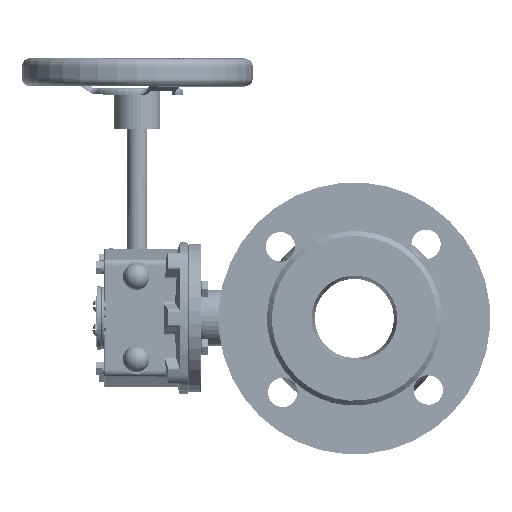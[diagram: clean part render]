
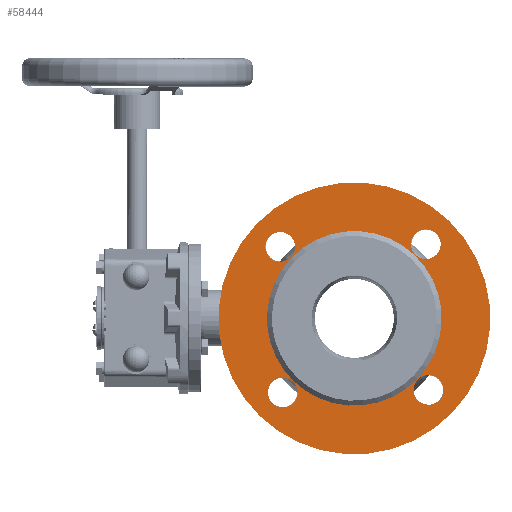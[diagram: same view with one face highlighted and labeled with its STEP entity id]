
A CAD part, left-side view. The second image highlights one B-rep face of the part: STEP entity #58444.
In plain terms, the highlighted face is planar.
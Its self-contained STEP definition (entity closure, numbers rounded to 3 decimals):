
#64 = CARTESIAN_POINT ( 'NONE',  ( 0., 0., 17. ) ) ;
#1019 = DIRECTION ( 'NONE',  ( 1., 0., 0. ) ) ;
#1277 = DIRECTION ( 'NONE',  ( 0., 0., 1. ) ) ;
#2848 = DIRECTION ( 'NONE',  ( 0., 0., 1. ) ) ;
#3301 = CARTESIAN_POINT ( 'NONE',  ( 71.5, 0., 17. ) ) ;
#3443 = DIRECTION ( 'NONE',  ( 1., 0., 0. ) ) ;
#5809 = VERTEX_POINT ( 'NONE', #138078 ) ;
#7823 = CARTESIAN_POINT ( 'NONE',  ( 82.5, 0., 17. ) ) ;
#9638 = VERTEX_POINT ( 'NONE', #59180 ) ;
#11097 = EDGE_LOOP ( 'NONE', ( #110921, #115617 ) ) ;
#11651 = CIRCLE ( 'NONE', #37428, 9. ) ;
#12030 = CARTESIAN_POINT ( 'NONE',  ( 0., 0., 17. ) ) ;
#13538 = EDGE_LOOP ( 'NONE', ( #45107, #23365 ) ) ;
#13666 = EDGE_CURVE ( 'NONE', #5809, #134086, #86982, .T. ) ;
#14098 = FACE_BOUND ( 'NONE', #58075, .T. ) ;
#14279 = CARTESIAN_POINT ( 'NONE',  ( 0., 0., 17. ) ) ;
#15851 = VERTEX_POINT ( 'NONE', #121394 ) ;
#15980 = CIRCLE ( 'NONE', #81779, 82.5 ) ;
#16140 = ORIENTED_EDGE ( 'NONE', *, *, #84952, .F. ) ;
#16409 = AXIS2_PLACEMENT_3D ( 'NONE', #47157, #24387, #115605 ) ;
#17609 = DIRECTION ( 'NONE',  ( 0., 0., 1. ) ) ;
#19755 = CARTESIAN_POINT ( 'NONE',  ( -9., 62.5, 17. ) ) ;
#20202 = ORIENTED_EDGE ( 'NONE', *, *, #100199, .T. ) ;
#23365 = ORIENTED_EDGE ( 'NONE', *, *, #127827, .F. ) ;
#23539 = AXIS2_PLACEMENT_3D ( 'NONE', #60261, #17609, #128674 ) ;
#24387 = DIRECTION ( 'NONE',  ( 0., 0., 1. ) ) ;
#25310 = AXIS2_PLACEMENT_3D ( 'NONE', #99560, #53935, #66430 ) ;
#26320 = EDGE_CURVE ( 'NONE', #130434, #115159, #52960, .T. ) ;
#27277 = VERTEX_POINT ( 'NONE', #140326 ) ;
#30083 = DIRECTION ( 'NONE',  ( 1., 0., 0. ) ) ;
#30256 = AXIS2_PLACEMENT_3D ( 'NONE', #14279, #102552, #46621 ) ;
#33436 = DIRECTION ( 'NONE',  ( 0., 0., 1. ) ) ;
#34447 = DIRECTION ( 'NONE',  ( 0., 0., 1. ) ) ;
#34606 = CARTESIAN_POINT ( 'NONE',  ( -62.5, 0., 17. ) ) ;
#34692 = FACE_BOUND ( 'NONE', #11097, .T. ) ;
#35312 = DIRECTION ( 'NONE',  ( 0., 0., 1. ) ) ;
#37158 = AXIS2_PLACEMENT_3D ( 'NONE', #58381, #48756, #104000 ) ;
#37428 = AXIS2_PLACEMENT_3D ( 'NONE', #83772, #128662, #30083 ) ;
#39847 = CIRCLE ( 'NONE', #44480, 53. ) ;
#41362 = AXIS2_PLACEMENT_3D ( 'NONE', #78625, #2848, #80599 ) ;
#41392 = CIRCLE ( 'NONE', #81289, 9. ) ;
#42472 = EDGE_CURVE ( 'NONE', #54769, #103707, #53553, .T. ) ;
#42587 = AXIS2_PLACEMENT_3D ( 'NONE', #57231, #34447, #46196 ) ;
#44352 = ORIENTED_EDGE ( 'NONE', *, *, #136693, .F. ) ;
#44480 = AXIS2_PLACEMENT_3D ( 'NONE', #64, #120735, #99367 ) ;
#45107 = ORIENTED_EDGE ( 'NONE', *, *, #42472, .F. ) ;
#45885 = CARTESIAN_POINT ( 'NONE',  ( 0., -62.5, 17. ) ) ;
#46196 = DIRECTION ( 'NONE',  ( 1., 0., 0. ) ) ;
#46609 = DIRECTION ( 'NONE',  ( 1., 0., 0. ) ) ;
#46621 = DIRECTION ( 'NONE',  ( 1., 0., 0. ) ) ;
#47157 = CARTESIAN_POINT ( 'NONE',  ( 0., 0., 17. ) ) ;
#47867 = FACE_BOUND ( 'NONE', #83100, .T. ) ;
#48756 = DIRECTION ( 'NONE',  ( 0., 0., 1. ) ) ;
#52960 = CIRCLE ( 'NONE', #139770, 9. ) ;
#53553 = CIRCLE ( 'NONE', #37158, 9. ) ;
#53935 = DIRECTION ( 'NONE',  ( 0., 0., 1. ) ) ;
#54769 = VERTEX_POINT ( 'NONE', #3301 ) ;
#56172 = EDGE_CURVE ( 'NONE', #27277, #15851, #72597, .T. ) ;
#56227 = ORIENTED_EDGE ( 'NONE', *, *, #143297, .F. ) ;
#56466 = VERTEX_POINT ( 'NONE', #94823 ) ;
#56859 = DIRECTION ( 'NONE',  ( 0., 0., 1. ) ) ;
#56970 = VERTEX_POINT ( 'NONE', #86215 ) ;
#57123 = CARTESIAN_POINT ( 'NONE',  ( 62.5, 0., 17. ) ) ;
#57231 = CARTESIAN_POINT ( 'NONE',  ( 0., 0., 17. ) ) ;
#58075 = EDGE_LOOP ( 'NONE', ( #80269, #44352 ) ) ;
#58125 = DIRECTION ( 'NONE',  ( 1., 0., 0. ) ) ;
#58381 = CARTESIAN_POINT ( 'NONE',  ( 62.5, 0., 17. ) ) ;
#58444 = ADVANCED_FACE ( 'NONE', ( #70721, #14098, #47867, #82441, #80989, #34692 ), #92749, .T. ) ;
#59180 = CARTESIAN_POINT ( 'NONE',  ( -82.5, 0., 17. ) ) ;
#60261 = CARTESIAN_POINT ( 'NONE',  ( 0., 62.5, 17. ) ) ;
#66430 = DIRECTION ( 'NONE',  ( 1., 0., 0. ) ) ;
#70721 = FACE_OUTER_BOUND ( 'NONE', #122188, .T. ) ;
#72341 = CIRCLE ( 'NONE', #25310, 9. ) ;
#72548 = CIRCLE ( 'NONE', #30256, 82.5 ) ;
#72597 = CIRCLE ( 'NONE', #84332, 9. ) ;
#77374 = CARTESIAN_POINT ( 'NONE',  ( 9., -62.5, 17. ) ) ;
#78625 = CARTESIAN_POINT ( 'NONE',  ( 0., 62.5, 17. ) ) ;
#80269 = ORIENTED_EDGE ( 'NONE', *, *, #56172, .F. ) ;
#80599 = DIRECTION ( 'NONE',  ( 1., 0., 0. ) ) ;
#80989 = FACE_BOUND ( 'NONE', #81879, .T. ) ;
#81289 = AXIS2_PLACEMENT_3D ( 'NONE', #57123, #1277, #3443 ) ;
#81779 = AXIS2_PLACEMENT_3D ( 'NONE', #12030, #56859, #1019 ) ;
#81879 = EDGE_LOOP ( 'NONE', ( #136936, #16140 ) ) ;
#82441 = FACE_BOUND ( 'NONE', #13538, .T. ) ;
#83100 = EDGE_LOOP ( 'NONE', ( #56227, #130075 ) ) ;
#83772 = CARTESIAN_POINT ( 'NONE',  ( 0., -62.5, 17. ) ) ;
#84332 = AXIS2_PLACEMENT_3D ( 'NONE', #34606, #35312, #58125 ) ;
#84952 = EDGE_CURVE ( 'NONE', #134086, #5809, #116585, .T. ) ;
#86215 = CARTESIAN_POINT ( 'NONE',  ( -53., 0., 17. ) ) ;
#86982 = CIRCLE ( 'NONE', #23539, 9. ) ;
#92749 = PLANE ( 'NONE',  #16409 ) ;
#94823 = CARTESIAN_POINT ( 'NONE',  ( 53., 0., 17. ) ) ;
#96716 = VERTEX_POINT ( 'NONE', #7823 ) ;
#99367 = DIRECTION ( 'NONE',  ( 1., 0., 0. ) ) ;
#99560 = CARTESIAN_POINT ( 'NONE',  ( -62.5, 0., 17. ) ) ;
#100199 = EDGE_CURVE ( 'NONE', #96716, #9638, #15980, .T. ) ;
#102552 = DIRECTION ( 'NONE',  ( 0., 0., 1. ) ) ;
#103682 = CARTESIAN_POINT ( 'NONE',  ( -9., -62.5, 17. ) ) ;
#103707 = VERTEX_POINT ( 'NONE', #130767 ) ;
#104000 = DIRECTION ( 'NONE',  ( 1., 0., 0. ) ) ;
#105788 = EDGE_CURVE ( 'NONE', #9638, #96716, #72548, .T. ) ;
#107180 = ORIENTED_EDGE ( 'NONE', *, *, #105788, .T. ) ;
#110921 = ORIENTED_EDGE ( 'NONE', *, *, #134843, .F. ) ;
#114429 = EDGE_CURVE ( 'NONE', #56466, #56970, #122540, .T. ) ;
#115159 = VERTEX_POINT ( 'NONE', #77374 ) ;
#115605 = DIRECTION ( 'NONE',  ( 1., 0., 0. ) ) ;
#115617 = ORIENTED_EDGE ( 'NONE', *, *, #114429, .F. ) ;
#116585 = CIRCLE ( 'NONE', #41362, 9. ) ;
#120735 = DIRECTION ( 'NONE',  ( 0., 0., 1. ) ) ;
#121394 = CARTESIAN_POINT ( 'NONE',  ( -71.5, 0., 17. ) ) ;
#122188 = EDGE_LOOP ( 'NONE', ( #107180, #20202 ) ) ;
#122540 = CIRCLE ( 'NONE', #42587, 53. ) ;
#127827 = EDGE_CURVE ( 'NONE', #103707, #54769, #41392, .T. ) ;
#128662 = DIRECTION ( 'NONE',  ( 0., 0., 1. ) ) ;
#128674 = DIRECTION ( 'NONE',  ( 1., 0., 0. ) ) ;
#130075 = ORIENTED_EDGE ( 'NONE', *, *, #26320, .F. ) ;
#130434 = VERTEX_POINT ( 'NONE', #103682 ) ;
#130767 = CARTESIAN_POINT ( 'NONE',  ( 53.5, 0., 17. ) ) ;
#134086 = VERTEX_POINT ( 'NONE', #19755 ) ;
#134843 = EDGE_CURVE ( 'NONE', #56970, #56466, #39847, .T. ) ;
#136693 = EDGE_CURVE ( 'NONE', #15851, #27277, #72341, .T. ) ;
#136936 = ORIENTED_EDGE ( 'NONE', *, *, #13666, .F. ) ;
#138078 = CARTESIAN_POINT ( 'NONE',  ( 9., 62.5, 17. ) ) ;
#139770 = AXIS2_PLACEMENT_3D ( 'NONE', #45885, #33436, #46609 ) ;
#140326 = CARTESIAN_POINT ( 'NONE',  ( -53.5, 0., 17. ) ) ;
#143297 = EDGE_CURVE ( 'NONE', #115159, #130434, #11651, .T. ) ;
